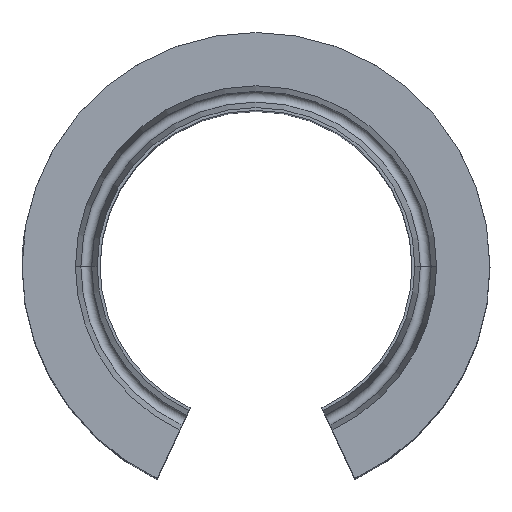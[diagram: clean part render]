
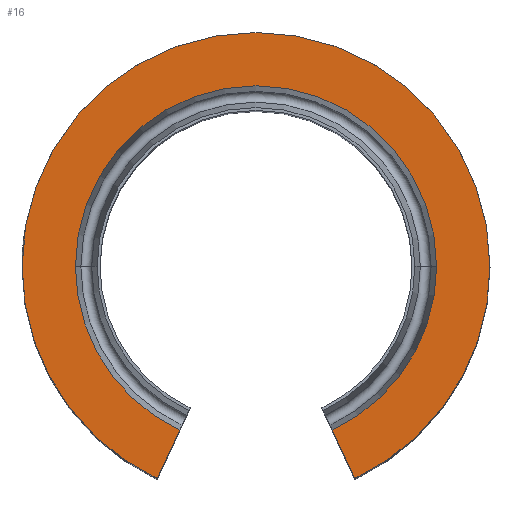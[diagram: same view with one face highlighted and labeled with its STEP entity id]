
A CAD part, top view. The second image highlights one B-rep face of the part: STEP entity #16.
In plain terms, the highlighted planar face has unit normal (0, 0, 1).
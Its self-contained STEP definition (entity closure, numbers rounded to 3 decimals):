
#16 = ADVANCED_FACE ( 'NONE', ( #2119 ), #2416, .F. ) ;
#256 = LINE ( 'NONE', #620, #257 ) ;
#257 = VECTOR ( 'NONE', #621, 1000. ) ;
#280 = LINE ( 'NONE', #647, #281 ) ;
#281 = VECTOR ( 'NONE', #648, 1000. ) ;
#305 = CIRCLE ( 'NONE', #1455, 37.49 ) ;
#319 = CIRCLE ( 'NONE', #1461, 37.49 ) ;
#336 = CIRCLE ( 'NONE', #1472, 28.945 ) ;
#341 = CIRCLE ( 'NONE', #1475, 28.945 ) ;
#387 = CIRCLE ( 'NONE', #1490, 37.49 ) ;
#390 = CIRCLE ( 'NONE', #1492, 28.945 ) ;
#620 = CARTESIAN_POINT ( 'NONE',  ( 0., 0., 0. ) ) ;
#621 = DIRECTION ( 'NONE',  ( -0.423, -0.906, 0. ) ) ;
#647 = CARTESIAN_POINT ( 'NONE',  ( 0., 0., 0. ) ) ;
#648 = DIRECTION ( 'NONE',  ( -0.423, 0.906, 0. ) ) ;
#689 = CARTESIAN_POINT ( 'NONE',  ( 0., 0., 0. ) ) ;
#690 = DIRECTION ( 'NONE',  ( 0., 0., 1. ) ) ;
#691 = DIRECTION ( 'NONE',  ( 1., 0., 0. ) ) ;
#725 = CARTESIAN_POINT ( 'NONE',  ( 0., 0., 0. ) ) ;
#732 = DIRECTION ( 'NONE',  ( 0., 0., 1. ) ) ;
#733 = DIRECTION ( 'NONE',  ( 1., 0., 0. ) ) ;
#768 = CARTESIAN_POINT ( 'NONE',  ( 0., 0., 0. ) ) ;
#772 = CARTESIAN_POINT ( 'NONE',  ( 0., 0., 0. ) ) ;
#775 = DIRECTION ( 'NONE',  ( 0., 0., 1. ) ) ;
#776 = DIRECTION ( 'NONE',  ( 1., 0., 0. ) ) ;
#784 = DIRECTION ( 'NONE',  ( 0., 0., 1. ) ) ;
#785 = DIRECTION ( 'NONE',  ( 1., 0., 0. ) ) ;
#865 = CARTESIAN_POINT ( 'NONE',  ( 0., 0., 0. ) ) ;
#875 = CARTESIAN_POINT ( 'NONE',  ( 0., 0., 0. ) ) ;
#876 = DIRECTION ( 'NONE',  ( 0., 0., 1. ) ) ;
#877 = DIRECTION ( 'NONE',  ( 1., 0., 0. ) ) ;
#882 = DIRECTION ( 'NONE',  ( 0., 0., 1. ) ) ;
#883 = DIRECTION ( 'NONE',  ( 1., 0., 0. ) ) ;
#1001 = CARTESIAN_POINT ( 'NONE',  ( 37.49, 0., 0. ) ) ;
#1008 = CARTESIAN_POINT ( 'NONE',  ( 28.945, 0., 0. ) ) ;
#1026 = CARTESIAN_POINT ( 'NONE',  ( -37.49, 0., 0. ) ) ;
#1027 = CARTESIAN_POINT ( 'NONE',  ( 15.844, -33.978, 0. ) ) ;
#1031 = CARTESIAN_POINT ( 'NONE',  ( -28.945, 0., 0. ) ) ;
#1047 = CARTESIAN_POINT ( 'NONE',  ( -12.233, -26.233, 0. ) ) ;
#1092 = CARTESIAN_POINT ( 'NONE',  ( 12.233, -26.233, 0. ) ) ;
#1093 = CARTESIAN_POINT ( 'NONE',  ( -15.844, -33.978, 0. ) ) ;
#1455 = AXIS2_PLACEMENT_3D ( 'NONE', #689, #690, #691 ) ;
#1461 = AXIS2_PLACEMENT_3D ( 'NONE', #725, #732, #733 ) ;
#1472 = AXIS2_PLACEMENT_3D ( 'NONE', #768, #775, #776 ) ;
#1475 = AXIS2_PLACEMENT_3D ( 'NONE', #772, #784, #785 ) ;
#1490 = AXIS2_PLACEMENT_3D ( 'NONE', #865, #876, #877 ) ;
#1492 = AXIS2_PLACEMENT_3D ( 'NONE', #875, #882, #883 ) ;
#1566 = EDGE_CURVE ( 'NONE', #2285, #2317, #256, .T. ) ;
#1579 = EDGE_CURVE ( 'NONE', #2265, #2316, #280, .T. ) ;
#1595 = EDGE_CURVE ( 'NONE', #2239, #2264, #305, .T. ) ;
#1605 = EDGE_CURVE ( 'NONE', #2265, #2239, #319, .T. ) ;
#1621 = EDGE_CURVE ( 'NONE', #2246, #2269, #336, .T. ) ;
#1624 = EDGE_CURVE ( 'NONE', #2269, #2285, #341, .T. ) ;
#1657 = EDGE_CURVE ( 'NONE', #2264, #2317, #387, .T. ) ;
#1659 = EDGE_CURVE ( 'NONE', #2316, #2246, #390, .T. ) ;
#1734 = AXIS2_PLACEMENT_3D ( 'NONE', #2408, #2428, #2429 ) ;
#1816 = ORIENTED_EDGE ( 'NONE', *, *, #1659, .F. ) ;
#1817 = ORIENTED_EDGE ( 'NONE', *, *, #1579, .F. ) ;
#1818 = ORIENTED_EDGE ( 'NONE', *, *, #1605, .T. ) ;
#1819 = ORIENTED_EDGE ( 'NONE', *, *, #1595, .T. ) ;
#1820 = ORIENTED_EDGE ( 'NONE', *, *, #1657, .T. ) ;
#1821 = ORIENTED_EDGE ( 'NONE', *, *, #1566, .F. ) ;
#1822 = ORIENTED_EDGE ( 'NONE', *, *, #1624, .F. ) ;
#1823 = ORIENTED_EDGE ( 'NONE', *, *, #1621, .F. ) ;
#1865 = EDGE_LOOP ( 'NONE', ( #1816, #1817, #1818, #1819, #1820, #1821, #1822, #1823 ) ) ;
#2119 = FACE_OUTER_BOUND ( 'NONE', #1865, .T. ) ;
#2239 = VERTEX_POINT ( 'NONE', #1001 ) ;
#2246 = VERTEX_POINT ( 'NONE', #1008 ) ;
#2264 = VERTEX_POINT ( 'NONE', #1026 ) ;
#2265 = VERTEX_POINT ( 'NONE', #1027 ) ;
#2269 = VERTEX_POINT ( 'NONE', #1031 ) ;
#2285 = VERTEX_POINT ( 'NONE', #1047 ) ;
#2316 = VERTEX_POINT ( 'NONE', #1092 ) ;
#2317 = VERTEX_POINT ( 'NONE', #1093 ) ;
#2408 = CARTESIAN_POINT ( 'NONE',  ( 0., 25., 0. ) ) ;
#2416 = PLANE ( 'NONE',  #1734 ) ;
#2428 = DIRECTION ( 'NONE',  ( 0., 0., -1. ) ) ;
#2429 = DIRECTION ( 'NONE',  ( -1., 0., 0. ) ) ;
